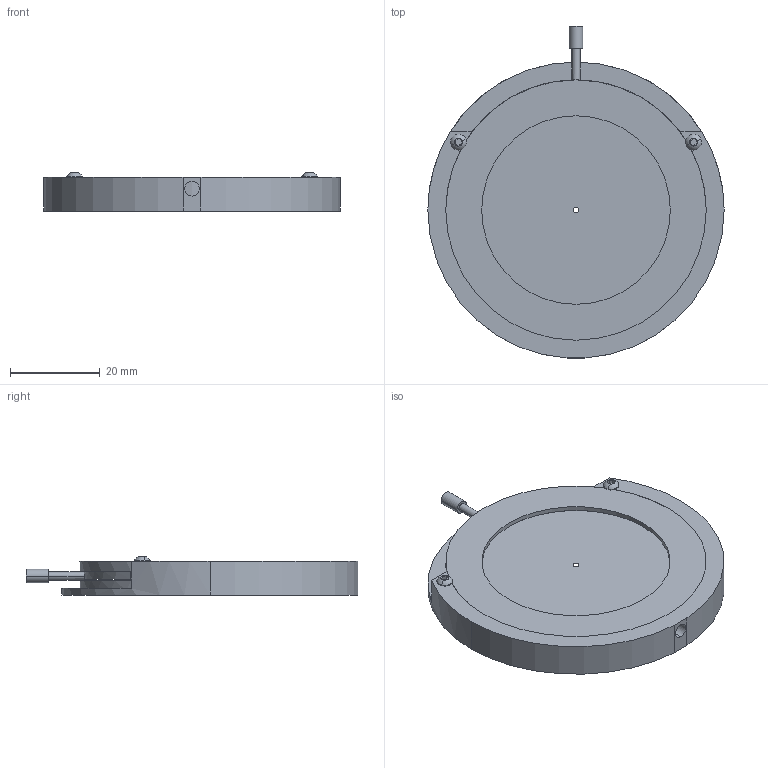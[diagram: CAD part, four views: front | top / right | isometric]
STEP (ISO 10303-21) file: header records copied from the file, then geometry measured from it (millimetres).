
FILE_DESCRIPTION (( 'STEP AP214' ), '1' );
FILE_NAME ('ID1542M.STEP', '2019-01-22T07:14:26', ( '' ), ( '' ), 'SwSTEP 2.0', 'SolidWorks 2016', '' );
FILE_SCHEMA (( 'AUTOMOTIVE_DESIGN' ));
Length unit declared in the file: millimetre
Products named in the file (1): ID1542M
Bounding box: 66 x 73.94 x 8.5 mm (x, y, z)
Surface area: 11541.5 mm2 (no closed solid volume)
Topology: 0 solids, 4 shells, 63 faces, 166 edges, 110 vertices
Faces by surface type: plane 31, cylinder 28, sphere 4
Entity records: 2702 total; most frequent: DIRECTION 367, CARTESIAN_POINT 365, ORIENTED_EDGE 302, EDGE_CURVE 166, AXIS2_PLACEMENT_3D 140, VERTEX_POINT 110, LINE 87, VECTOR 87
